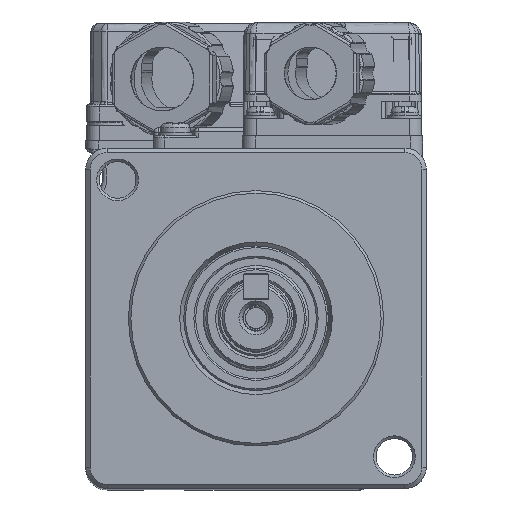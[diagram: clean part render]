
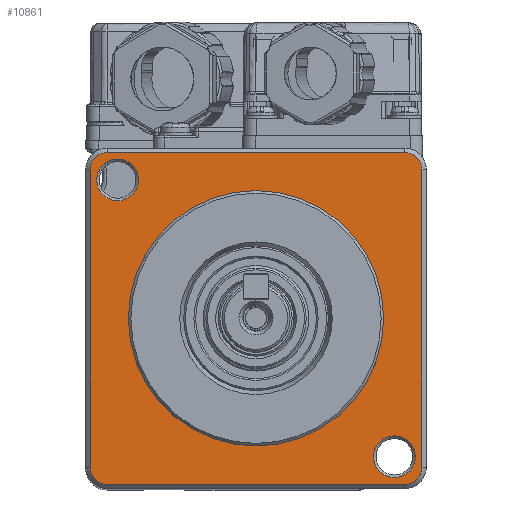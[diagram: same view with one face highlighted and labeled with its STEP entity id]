
A CAD part, top view. The second image highlights one B-rep face of the part: STEP entity #10861.
In plain terms, the highlighted planar face has unit normal (0, 0, 1).
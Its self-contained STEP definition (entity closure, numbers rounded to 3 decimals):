
#10351=CARTESIAN_POINT('',(-17.5,19.5,-5.5));
#10352=VERTEX_POINT('',#10351);
#10359=CARTESIAN_POINT('',(17.5,19.5,-5.5));
#10360=VERTEX_POINT('',#10359);
#10361=CARTESIAN_POINT('',(-17.5,19.5,-5.5));
#10362=DIRECTION('',(1.,0.,0.));
#10363=VECTOR('',#10362,35.);
#10364=LINE('',#10361,#10363);
#10365=EDGE_CURVE('',#10352,#10360,#10364,.T.);
#10508=CARTESIAN_POINT('',(19.5,17.5,-5.5));
#10509=VERTEX_POINT('',#10508);
#10518=CARTESIAN_POINT('',(17.5,17.5,-5.5));
#10519=DIRECTION('',(0.,1.,0.));
#10520=DIRECTION('',(0.,0.,-1.));
#10521=AXIS2_PLACEMENT_3D('',#10518,#10520,#10519);
#10522=CIRCLE('',#10521,2.);
#10523=EDGE_CURVE('',#10360,#10509,#10522,.T.);
#10758=CARTESIAN_POINT('',(-19.5,17.5,-5.5));
#10759=VERTEX_POINT('',#10758);
#10766=CARTESIAN_POINT('',(-17.5,17.5,-5.5));
#10767=DIRECTION('',(-1.,0.,0.));
#10768=DIRECTION('',(0.,0.,-1.));
#10769=AXIS2_PLACEMENT_3D('',#10766,#10768,#10767);
#10770=CIRCLE('',#10769,2.);
#10771=EDGE_CURVE('',#10759,#10352,#10770,.T.);
#10778=CARTESIAN_POINT('',(0.,0.,-5.5));
#10779=DIRECTION('',(0.,1.,0.));
#10780=DIRECTION('',(0.,-0.,1.));
#10781=AXIS2_PLACEMENT_3D('',#10778,#10780,#10779);
#10782=PLANE('',#10781);
#10783=CARTESIAN_POINT('',(19.5,-17.5,-5.5));
#10784=VERTEX_POINT('',#10783);
#10785=CARTESIAN_POINT('',(19.5,-17.5,-5.5));
#10786=DIRECTION('',(0.,1.,0.));
#10787=VECTOR('',#10786,35.);
#10788=LINE('',#10785,#10787);
#10789=EDGE_CURVE('',#10784,#10509,#10788,.T.);
#10790=ORIENTED_EDGE('',*,*,#10789,.T.);
#10791=ORIENTED_EDGE('',*,*,#10523,.F.);
#10792=ORIENTED_EDGE('',*,*,#10365,.F.);
#10793=ORIENTED_EDGE('',*,*,#10771,.F.);
#10794=CARTESIAN_POINT('',(-19.5,-17.5,-5.5));
#10795=VERTEX_POINT('',#10794);
#10796=CARTESIAN_POINT('',(-19.5,17.5,-5.5));
#10797=DIRECTION('',(0.,-1.,0.));
#10798=VECTOR('',#10797,35.);
#10799=LINE('',#10796,#10798);
#10800=EDGE_CURVE('',#10759,#10795,#10799,.T.);
#10801=ORIENTED_EDGE('',*,*,#10800,.T.);
#10802=CARTESIAN_POINT('',(-17.5,-19.5,-5.5));
#10803=VERTEX_POINT('',#10802);
#10804=CARTESIAN_POINT('',(-17.5,-17.5,-5.5));
#10805=DIRECTION('',(-1.,0.,0.));
#10806=DIRECTION('',(0.,0.,1.));
#10807=AXIS2_PLACEMENT_3D('',#10804,#10806,#10805);
#10808=CIRCLE('',#10807,2.);
#10809=EDGE_CURVE('',#10795,#10803,#10808,.T.);
#10810=ORIENTED_EDGE('',*,*,#10809,.T.);
#10811=CARTESIAN_POINT('',(17.5,-19.5,-5.5));
#10812=VERTEX_POINT('',#10811);
#10813=CARTESIAN_POINT('',(-17.5,-19.5,-5.5));
#10814=DIRECTION('',(1.,0.,0.));
#10815=VECTOR('',#10814,35.);
#10816=LINE('',#10813,#10815);
#10817=EDGE_CURVE('',#10803,#10812,#10816,.T.);
#10818=ORIENTED_EDGE('',*,*,#10817,.T.);
#10819=CARTESIAN_POINT('',(17.5,-17.5,-5.5));
#10820=DIRECTION('',(0.,-1.,0.));
#10821=DIRECTION('',(0.,0.,1.));
#10822=AXIS2_PLACEMENT_3D('',#10819,#10821,#10820);
#10823=CIRCLE('',#10822,2.);
#10824=EDGE_CURVE('',#10812,#10784,#10823,.T.);
#10825=ORIENTED_EDGE('',*,*,#10824,.T.);
#10826=EDGE_LOOP('',(#10790,#10791,#10792,#10793,#10801,#10810,#10818,#10825));
#10827=FACE_OUTER_BOUND('',#10826,.T.);
#10828=CARTESIAN_POINT('',(-15.,0.,-5.5));
#10829=VERTEX_POINT('',#10828);
#10830=CARTESIAN_POINT('',(0.,0.,-5.5));
#10831=DIRECTION('',(-1.,0.,-0.));
#10832=DIRECTION('',(0.,0.,-1.));
#10833=AXIS2_PLACEMENT_3D('',#10830,#10832,#10831);
#10834=CIRCLE('',#10833,15.);
#10835=EDGE_CURVE('',#10829,#10829,#10834,.T.);
#10836=ORIENTED_EDGE('',*,*,#10835,.T.);
#10837=EDGE_LOOP('',(#10836));
#10838=FACE_BOUND('',#10837,.T.);
#10839=CARTESIAN_POINT('',(13.813,-16.263,-5.5));
#10840=VERTEX_POINT('',#10839);
#10841=CARTESIAN_POINT('',(16.263,-16.263,-5.5));
#10842=DIRECTION('',(-1.,0.,0.));
#10843=DIRECTION('',(0.,0.,-1.));
#10844=AXIS2_PLACEMENT_3D('',#10841,#10843,#10842);
#10845=CIRCLE('',#10844,2.45);
#10846=EDGE_CURVE('',#10840,#10840,#10845,.T.);
#10847=ORIENTED_EDGE('',*,*,#10846,.T.);
#10848=EDGE_LOOP('',(#10847));
#10849=FACE_BOUND('',#10848,.T.);
#10850=CARTESIAN_POINT('',(-18.713,16.263,-5.5));
#10851=VERTEX_POINT('',#10850);
#10852=CARTESIAN_POINT('',(-16.263,16.263,-5.5));
#10853=DIRECTION('',(-1.,0.,-0.));
#10854=DIRECTION('',(0.,0.,-1.));
#10855=AXIS2_PLACEMENT_3D('',#10852,#10854,#10853);
#10856=CIRCLE('',#10855,2.45);
#10857=EDGE_CURVE('',#10851,#10851,#10856,.T.);
#10858=ORIENTED_EDGE('',*,*,#10857,.T.);
#10859=EDGE_LOOP('',(#10858));
#10860=FACE_BOUND('',#10859,.T.);
#10861=ADVANCED_FACE('',(#10827,#10838,#10849,#10860),#10782,.T.);
